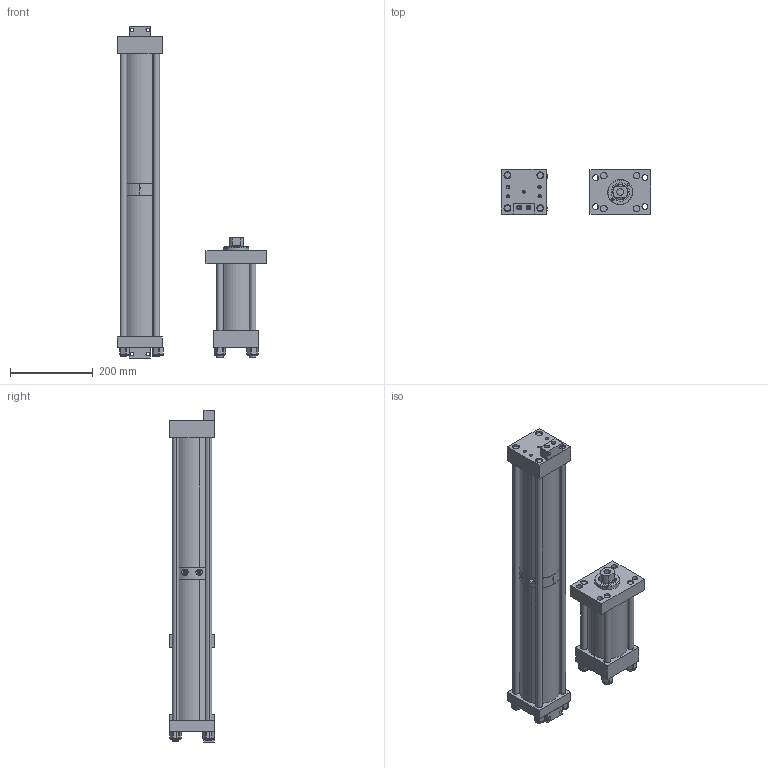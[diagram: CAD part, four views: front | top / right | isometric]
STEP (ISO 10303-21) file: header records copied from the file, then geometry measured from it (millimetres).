
FILE_DESCRIPTION (( 'STEP AP203' ), '1' );
FILE_NAME ('HZS-4-1.00-FH.STEP', '2016-05-02T20:12:06', ( 'myvpn' ), ( '' ), 'SwSTEP 2.0', 'SolidWorks 2014', '' );
FILE_SCHEMA (( 'CONFIG_CONTROL_DESIGN' ));
Length unit declared in the file: inch
Products named in the file (15): E04BRK; HZS0411_1.00; HZS0414_1.00; HZ0410; HZS0463_1.00; HZS-4-1.00-FH; E0404; F0403; E0401_Work Rod HPI-4-2-.25; E0464; NLN .625; F0462; ES0405_1.00; E0459; E0460_1.00
Assembly tree (28 placements, depth 2):
  HZS-4-1.00-FH
    E0404
    F0403
    E0401_Work Rod HPI-4-2-.25
    E0464
    NLN .625  x8
    F0462
    ES0405_1.00
    E0459
    E0460_1.00  x4
    E04BRK  x2
    HZS0411_1.00
    HZS0414_1.00
    HZ0410
    HZS0463_1.00  x4
Bounding box: 359.66 x 108.25 x 801.27 mm (x, y, z)
Volume: 4408673.7 mm3; surface area: 1017990.5 mm2
Topology: 29 solids, 29 shells, 630 faces, 1473 edges, 924 vertices
Faces by surface type: cylinder 318, plane 241, cone 67, bspline 4
Entity records: 15157 total; most frequent: CARTESIAN_POINT 3399, DIRECTION 2225, ORIENTED_EDGE 1858, EDGE_CURVE 929, AXIS2_PLACEMENT_3D 911, VERTEX_POINT 600, EDGE_LOOP 537, CIRCLE 478
